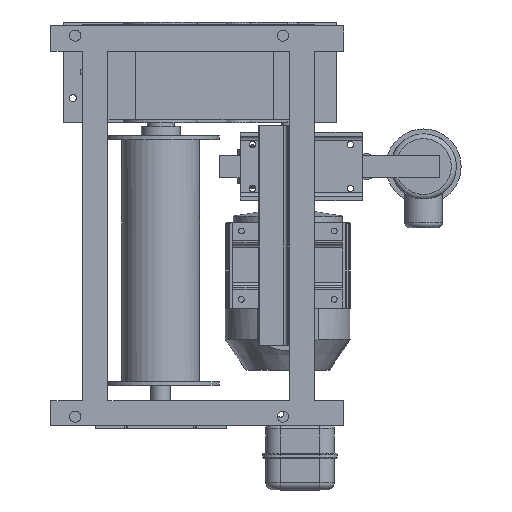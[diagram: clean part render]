
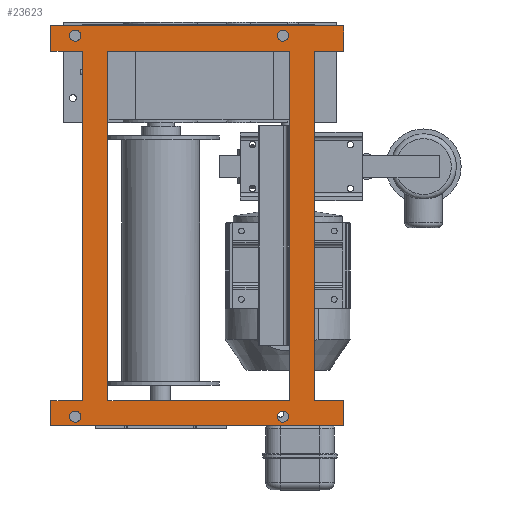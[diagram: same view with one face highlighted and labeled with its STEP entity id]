
A CAD part, front view. The second image highlights one B-rep face of the part: STEP entity #23623.
In plain terms, the highlighted planar face has unit normal (0, -1, 0).
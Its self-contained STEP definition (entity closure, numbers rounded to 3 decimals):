
#23623=ADVANCED_FACE('',(#96163,#96165,#96167,#96169,#96171,#96173),#96175,.T.);
#96163=FACE_BOUND('',#96164,.T.);
#96164=EDGE_LOOP('',(#156220,#156221,#156222,#156223,#156224,#156225,#156226,#156227,
#156228,#156229,#156230,#156231));
#96165=FACE_BOUND('',#96166,.T.);
#96166=EDGE_LOOP('',(#156232,#156233,#156234,#156235));
#96167=FACE_BOUND('',#96168,.T.);
#96168=EDGE_LOOP('',(#156236));
#96169=FACE_BOUND('',#96170,.T.);
#96170=EDGE_LOOP('',(#156237));
#96171=FACE_BOUND('',#96172,.T.);
#96172=EDGE_LOOP('',(#156238));
#96173=FACE_BOUND('',#96174,.T.);
#96174=EDGE_LOOP('',(#156239));
#96175=PLANE('',#96176);
#96176=AXIS2_PLACEMENT_3D('',#96177,#96178,#96179);
#96177=CARTESIAN_POINT('',(-108.,-290.,97.5));
#96178=DIRECTION('',(-0.,-1.,-0.));
#96179=DIRECTION('',(-1.,0.,0.));
#156220=ORIENTED_EDGE('',*,*,#202342,.T.);
#156221=ORIENTED_EDGE('',*,*,#201902,.F.);
#156222=ORIENTED_EDGE('',*,*,#202260,.F.);
#156223=ORIENTED_EDGE('',*,*,#202343,.T.);
#156224=ORIENTED_EDGE('',*,*,#202292,.F.);
#156225=ORIENTED_EDGE('',*,*,#201870,.F.);
#156226=ORIENTED_EDGE('',*,*,#202344,.T.);
#156227=ORIENTED_EDGE('',*,*,#201859,.F.);
#156228=ORIENTED_EDGE('',*,*,#202338,.F.);
#156229=ORIENTED_EDGE('',*,*,#202345,.T.);
#156230=ORIENTED_EDGE('',*,*,#202346,.F.);
#156231=ORIENTED_EDGE('',*,*,#201915,.F.);
#156232=ORIENTED_EDGE('',*,*,#202264,.F.);
#156233=ORIENTED_EDGE('',*,*,#202314,.F.);
#156234=ORIENTED_EDGE('',*,*,#202271,.F.);
#156235=ORIENTED_EDGE('',*,*,#202266,.F.);
#156236=ORIENTED_EDGE('',*,*,#202347,.T.);
#156237=ORIENTED_EDGE('',*,*,#202348,.T.);
#156238=ORIENTED_EDGE('',*,*,#202349,.T.);
#156239=ORIENTED_EDGE('',*,*,#202350,.T.);
#201859=EDGE_CURVE('',#231405,#231407,#231408,.T.);
#201870=EDGE_CURVE('',#231426,#231428,#231429,.T.);
#201902=EDGE_CURVE('',#231482,#231484,#231485,.T.);
#201915=EDGE_CURVE('',#231507,#231509,#231510,.T.);
#202260=EDGE_CURVE('',#232187,#231482,#232189,.T.);
#202264=EDGE_CURVE('',#232193,#232195,#232196,.T.);
#202266=EDGE_CURVE('',#232195,#232198,#232199,.T.);
#202271=EDGE_CURVE('',#232198,#232206,#232207,.T.);
#202292=EDGE_CURVE('',#231428,#232240,#232241,.T.);
#202314=EDGE_CURVE('',#232206,#232193,#232280,.T.);
#202338=EDGE_CURVE('',#232320,#231405,#232322,.T.);
#202342=EDGE_CURVE('',#231507,#231484,#232327,.T.);
#202343=EDGE_CURVE('',#232187,#232240,#232328,.T.);
#202344=EDGE_CURVE('',#231426,#231407,#232329,.T.);
#202345=EDGE_CURVE('',#232320,#232330,#232331,.T.);
#202346=EDGE_CURVE('',#231509,#232330,#232332,.T.);
#202347=EDGE_CURVE('',#232333,#232333,#232334,.F.);
#202348=EDGE_CURVE('',#232335,#232335,#232336,.F.);
#202349=EDGE_CURVE('',#232337,#232337,#232338,.F.);
#202350=EDGE_CURVE('',#232339,#232339,#232340,.F.);
#231405=VERTEX_POINT('',#315954);
#231407=VERTEX_POINT('',#315958);
#231408=LINE('',#315959,#315960);
#231426=VERTEX_POINT('',#316002);
#231428=VERTEX_POINT('',#316006);
#231429=LINE('',#316007,#316008);
#231482=VERTEX_POINT('',#316128);
#231484=VERTEX_POINT('',#316132);
#231485=LINE('',#316133,#316134);
#231507=VERTEX_POINT('',#316185);
#231509=VERTEX_POINT('',#316189);
#231510=LINE('',#316190,#316191);
#232187=VERTEX_POINT('',#317812);
#232189=LINE('',#317816,#317817);
#232193=VERTEX_POINT('',#317827);
#232195=VERTEX_POINT('',#317831);
#232196=LINE('',#317832,#317833);
#232198=VERTEX_POINT('',#317838);
#232199=LINE('',#317839,#317840);
#232206=VERTEX_POINT('',#317856);
#232207=LINE('',#317857,#317858);
#232240=VERTEX_POINT('',#317936);
#232241=LINE('',#317937,#317938);
#232280=LINE('',#318030,#318031);
#232320=VERTEX_POINT('',#318123);
#232322=LINE('',#318127,#318128);
#232327=LINE('',#318141,#318142);
#232328=LINE('',#318144,#318145);
#232329=LINE('',#318147,#318148);
#232330=VERTEX_POINT('',#318150);
#232331=LINE('',#318151,#318152);
#232332=LINE('',#318154,#318155);
#232333=VERTEX_POINT('',#318157);
#232334=CIRCLE('',#318158,11.5);
#232335=VERTEX_POINT('',#318162);
#232336=CIRCLE('',#318163,11.5);
#232337=VERTEX_POINT('',#318167);
#232338=CIRCLE('',#318168,11.5);
#232339=VERTEX_POINT('',#318172);
#232340=CIRCLE('',#318173,11.5);
#315954=CARTESIAN_POINT('',(375.,-290.,43.));
#315958=CARTESIAN_POINT('',(315.,-290.,43.));
#315959=CARTESIAN_POINT('',(375.,-290.,43.));
#315960=VECTOR('',#315961,1.);
#315961=DIRECTION('',(-1.,0.,0.));
#316002=CARTESIAN_POINT('',(315.,-290.,-672.));
#316006=CARTESIAN_POINT('',(375.,-290.,-672.));
#316007=CARTESIAN_POINT('',(315.,-290.,-672.));
#316008=VECTOR('',#316009,1.);
#316009=DIRECTION('',(1.,0.,0.));
#316128=CARTESIAN_POINT('',(-225.,-290.,-672.));
#316132=CARTESIAN_POINT('',(-160.,-290.,-672.));
#316133=CARTESIAN_POINT('',(-225.,-290.,-672.));
#316134=VECTOR('',#316135,1.);
#316135=DIRECTION('',(1.,0.,0.));
#316185=CARTESIAN_POINT('',(-160.,-290.,43.));
#316189=CARTESIAN_POINT('',(-225.,-290.,43.));
#316190=CARTESIAN_POINT('',(-160.,-290.,43.));
#316191=VECTOR('',#316192,1.);
#316192=DIRECTION('',(-1.,0.,0.));
#317812=CARTESIAN_POINT('',(-225.,-290.,-724.));
#317816=CARTESIAN_POINT('',(-225.,-290.,-724.));
#317817=VECTOR('',#317818,1.);
#317818=DIRECTION('',(0.,0.,1.));
#317827=CARTESIAN_POINT('',(-108.,-290.,43.));
#317831=CARTESIAN_POINT('',(-108.,-290.,-672.));
#317832=CARTESIAN_POINT('',(-108.,-290.,43.));
#317833=VECTOR('',#317834,1.);
#317834=DIRECTION('',(0.,0.,-1.));
#317838=CARTESIAN_POINT('',(263.,-290.,-672.));
#317839=CARTESIAN_POINT('',(-108.,-290.,-672.));
#317840=VECTOR('',#317841,1.);
#317841=DIRECTION('',(1.,0.,0.));
#317856=CARTESIAN_POINT('',(263.,-290.,43.));
#317857=CARTESIAN_POINT('',(263.,-290.,-672.));
#317858=VECTOR('',#317859,1.);
#317859=DIRECTION('',(0.,0.,1.));
#317936=CARTESIAN_POINT('',(375.,-290.,-724.));
#317937=CARTESIAN_POINT('',(375.,-290.,-672.));
#317938=VECTOR('',#317939,1.);
#317939=DIRECTION('',(0.,0.,-1.));
#318030=CARTESIAN_POINT('',(263.,-290.,43.));
#318031=VECTOR('',#318032,1.);
#318032=DIRECTION('',(-1.,0.,0.));
#318123=CARTESIAN_POINT('',(375.,-290.,95.));
#318127=CARTESIAN_POINT('',(375.,-290.,95.));
#318128=VECTOR('',#318129,1.);
#318129=DIRECTION('',(0.,0.,-1.));
#318141=CARTESIAN_POINT('',(-160.,-290.,43.));
#318142=VECTOR('',#318143,1.);
#318143=DIRECTION('',(0.,0.,-1.));
#318144=CARTESIAN_POINT('',(-225.,-290.,-724.));
#318145=VECTOR('',#318146,1.);
#318146=DIRECTION('',(1.,0.,0.));
#318147=CARTESIAN_POINT('',(315.,-290.,-672.));
#318148=VECTOR('',#318149,1.);
#318149=DIRECTION('',(0.,0.,1.));
#318150=CARTESIAN_POINT('',(-225.,-290.,95.));
#318151=CARTESIAN_POINT('',(375.,-290.,95.));
#318152=VECTOR('',#318153,1.);
#318153=DIRECTION('',(-1.,0.,0.));
#318154=CARTESIAN_POINT('',(-225.,-290.,43.));
#318155=VECTOR('',#318156,1.);
#318156=DIRECTION('',(0.,0.,1.));
#318157=CARTESIAN_POINT('',(-163.5,-290.,75.));
#318158=AXIS2_PLACEMENT_3D('',#318159,#318160,#318161);
#318159=CARTESIAN_POINT('',(-175.,-290.,75.));
#318160=DIRECTION('',(-0.,-1.,-0.));
#318161=DIRECTION('',(1.,0.,-0.));
#318162=CARTESIAN_POINT('',(261.5,-290.,75.));
#318163=AXIS2_PLACEMENT_3D('',#318164,#318165,#318166);
#318164=CARTESIAN_POINT('',(250.,-290.,75.));
#318165=DIRECTION('',(-0.,-1.,-0.));
#318166=DIRECTION('',(1.,0.,-0.));
#318167=CARTESIAN_POINT('',(-163.5,-290.,-705.));
#318168=AXIS2_PLACEMENT_3D('',#318169,#318170,#318171);
#318169=CARTESIAN_POINT('',(-175.,-290.,-705.));
#318170=DIRECTION('',(-0.,-1.,-0.));
#318171=DIRECTION('',(1.,0.,-0.));
#318172=CARTESIAN_POINT('',(261.5,-290.,-705.));
#318173=AXIS2_PLACEMENT_3D('',#318174,#318175,#318176);
#318174=CARTESIAN_POINT('',(250.,-290.,-705.));
#318175=DIRECTION('',(-0.,-1.,-0.));
#318176=DIRECTION('',(1.,0.,-0.));
